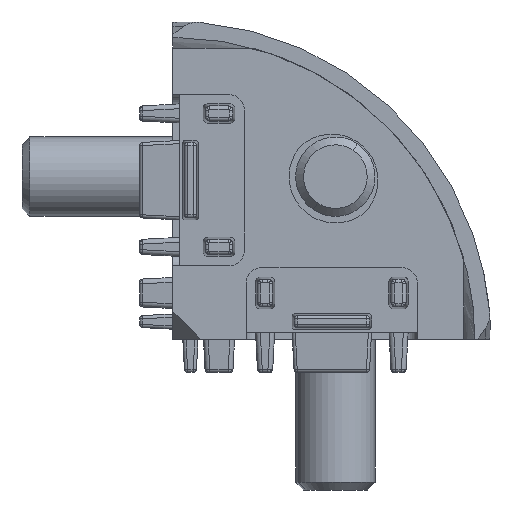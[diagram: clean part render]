
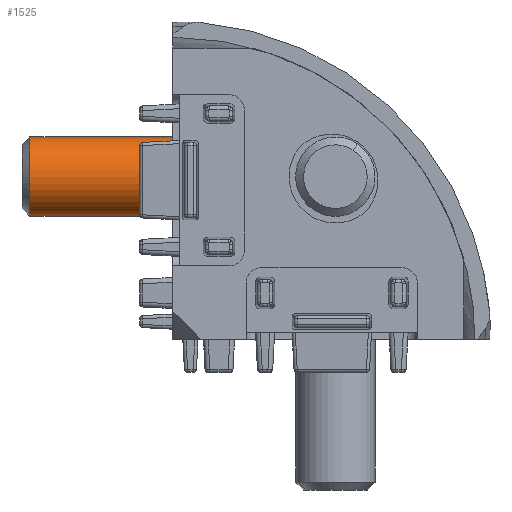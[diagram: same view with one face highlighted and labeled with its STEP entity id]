
A CAD part, front view. The second image highlights one B-rep face of the part: STEP entity #1525.
In plain terms, the highlighted cylindrical face has radius 2.5 mm (diameter 5 mm), a partial arc.
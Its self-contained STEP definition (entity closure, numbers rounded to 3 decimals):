
#275 = CARTESIAN_POINT ( 'NONE',  ( -9., 10.224, 10.224 ) ) ;
#437 = ORIENTED_EDGE ( 'NONE', *, *, #2975, .F. ) ;
#1432 = CARTESIAN_POINT ( 'NONE',  ( 2.5, 10.224, 10.224 ) ) ;
#1525 = ADVANCED_FACE ( 'NONE', ( #9591 ), #7138, .T. ) ;
#1789 = EDGE_CURVE ( 'NONE', #15203, #4948, #23513, .T. ) ;
#2941 = LINE ( 'NONE', #16365, #14203 ) ;
#2975 = EDGE_CURVE ( 'NONE', #15203, #21910, #6213, .T. ) ;
#4582 = AXIS2_PLACEMENT_3D ( 'NONE', #1432, #16866, #24700 ) ;
#4948 = VERTEX_POINT ( 'NONE', #12984 ) ;
#5590 = EDGE_CURVE ( 'NONE', #4948, #12777, #2941, .T. ) ;
#6213 = LINE ( 'NONE', #18198, #9578 ) ;
#7138 = CYLINDRICAL_SURFACE ( 'NONE', #17758, 2.5 ) ;
#8490 = ORIENTED_EDGE ( 'NONE', *, *, #13889, .T. ) ;
#9578 = VECTOR ( 'NONE', #10438, 1000. ) ;
#9591 = FACE_OUTER_BOUND ( 'NONE', #14202, .T. ) ;
#10438 = DIRECTION ( 'NONE',  ( -1., 0., 0. ) ) ;
#11926 = CARTESIAN_POINT ( 'NONE',  ( -9., 10.224, 7.724 ) ) ;
#12710 = CIRCLE ( 'NONE', #18074, 2.5 ) ;
#12777 = VERTEX_POINT ( 'NONE', #13812 ) ;
#12984 = CARTESIAN_POINT ( 'NONE',  ( 2.5, 10.224, 12.724 ) ) ;
#13097 = ORIENTED_EDGE ( 'NONE', *, *, #5590, .T. ) ;
#13812 = CARTESIAN_POINT ( 'NONE',  ( -9., 10.224, 12.724 ) ) ;
#13889 = EDGE_CURVE ( 'NONE', #12777, #21910, #12710, .T. ) ;
#14202 = EDGE_LOOP ( 'NONE', ( #18921, #13097, #8490, #437 ) ) ;
#14203 = VECTOR ( 'NONE', #22136, 1000. ) ;
#15203 = VERTEX_POINT ( 'NONE', #16556 ) ;
#15932 = DIRECTION ( 'NONE',  ( 0., 0., -1. ) ) ;
#16365 = CARTESIAN_POINT ( 'NONE',  ( -9.5, 10.224, 12.724 ) ) ;
#16556 = CARTESIAN_POINT ( 'NONE',  ( 2.5, 10.224, 7.724 ) ) ;
#16866 = DIRECTION ( 'NONE',  ( -1., 0., 0. ) ) ;
#17758 = AXIS2_PLACEMENT_3D ( 'NONE', #22854, #21195, #19266 ) ;
#18074 = AXIS2_PLACEMENT_3D ( 'NONE', #275, #19587, #15932 ) ;
#18198 = CARTESIAN_POINT ( 'NONE',  ( -9.5, 10.224, 7.724 ) ) ;
#18921 = ORIENTED_EDGE ( 'NONE', *, *, #1789, .T. ) ;
#19266 = DIRECTION ( 'NONE',  ( 0., 0., -1. ) ) ;
#19587 = DIRECTION ( 'NONE',  ( 1., 0., 0. ) ) ;
#21195 = DIRECTION ( 'NONE',  ( -1., 0., 0. ) ) ;
#21910 = VERTEX_POINT ( 'NONE', #11926 ) ;
#22136 = DIRECTION ( 'NONE',  ( -1., 0., 0. ) ) ;
#22854 = CARTESIAN_POINT ( 'NONE',  ( -9.5, 10.224, 10.224 ) ) ;
#23513 = CIRCLE ( 'NONE', #4582, 2.5 ) ;
#24700 = DIRECTION ( 'NONE',  ( 0., 0., -1. ) ) ;
